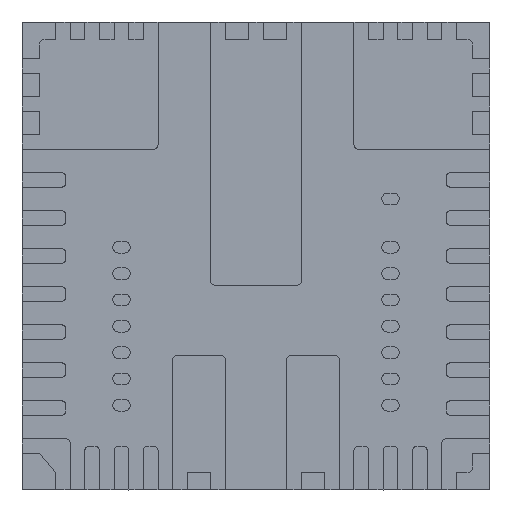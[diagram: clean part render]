
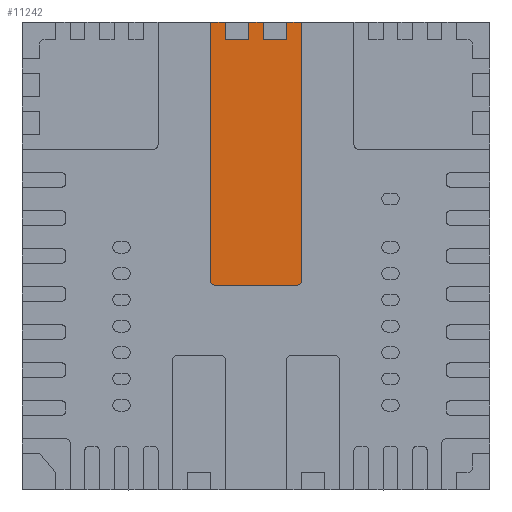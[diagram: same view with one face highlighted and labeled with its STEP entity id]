
A CAD part, front view. The second image highlights one B-rep face of the part: STEP entity #11242.
In plain terms, the highlighted planar face has unit normal (0, -1, 0).
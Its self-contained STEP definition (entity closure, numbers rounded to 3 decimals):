
#797 = CARTESIAN_POINT ( 'NONE',  ( 0.125, -0.01, 4. ) ) ;
#860 = CARTESIAN_POINT ( 'NONE',  ( -0.125, -0.01, 3.7 ) ) ;
#919 = CARTESIAN_POINT ( 'NONE',  ( 0.7, -0.01, -0.425 ) ) ;
#920 = AXIS2_PLACEMENT_3D ( 'NONE', #919, #980, #979 ) ;
#943 = FACE_OUTER_BOUND ( 'NONE', #11225, .T. ) ;
#951 = PLANE ( 'NONE',  #920 ) ;
#979 = DIRECTION ( 'NONE',  ( 0., 0., 1. ) ) ;
#980 = DIRECTION ( 'NONE',  ( 0., 1., 0. ) ) ;
#1001 = CARTESIAN_POINT ( 'NONE',  ( -0.7, -0.01, -0.5 ) ) ;
#1047 = DIRECTION ( 'NONE',  ( 1., 0., 0. ) ) ;
#1048 = VECTOR ( 'NONE', #1047, 1000. ) ;
#1051 = CARTESIAN_POINT ( 'NONE',  ( 0.775, -0.01, 4. ) ) ;
#1052 = LINE ( 'NONE', #1051, #1048 ) ;
#10948 = EDGE_CURVE ( 'NONE', #10957, #11138, #13349, .T. ) ;
#10951 = EDGE_CURVE ( 'NONE', #11138, #10954, #13351, .T. ) ;
#10954 = VERTEX_POINT ( 'NONE', #13358 ) ;
#10957 = VERTEX_POINT ( 'NONE', #13373 ) ;
#10997 = VERTEX_POINT ( 'NONE', #13773 ) ;
#11008 = EDGE_CURVE ( 'NONE', #11009, #11012, #13770, .T. ) ;
#11009 = VERTEX_POINT ( 'NONE', #13771 ) ;
#11012 = VERTEX_POINT ( 'NONE', #13769 ) ;
#11022 = EDGE_CURVE ( 'NONE', #11136, #11029, #13799, .T. ) ;
#11027 = EDGE_CURVE ( 'NONE', #10997, #10957, #13819, .T. ) ;
#11028 = EDGE_CURVE ( 'NONE', #11060, #11032, #13812, .T. ) ;
#11029 = VERTEX_POINT ( 'NONE', #13805 ) ;
#11032 = VERTEX_POINT ( 'NONE', #13806 ) ;
#11039 = VERTEX_POINT ( 'NONE', #13864 ) ;
#11043 = EDGE_CURVE ( 'NONE', #11039, #11009, #13849, .T. ) ;
#11044 = EDGE_CURVE ( 'NONE', #11029, #11060, #13844, .T. ) ;
#11060 = VERTEX_POINT ( 'NONE', #13851 ) ;
#11136 = VERTEX_POINT ( 'NONE', #797 ) ;
#11138 = VERTEX_POINT ( 'NONE', #860 ) ;
#11150 = ORIENTED_EDGE ( 'NONE', *, *, #11171, .F. ) ;
#11151 = ORIENTED_EDGE ( 'NONE', *, *, #10951, .F. ) ;
#11152 = ORIENTED_EDGE ( 'NONE', *, *, #11228, .F. ) ;
#11157 = ORIENTED_EDGE ( 'NONE', *, *, #11233, .F. ) ;
#11165 = VERTEX_POINT ( 'NONE', #14235 ) ;
#11171 = EDGE_CURVE ( 'NONE', #11173, #11165, #14306, .T. ) ;
#11173 = VERTEX_POINT ( 'NONE', #14302 ) ;
#11183 = EDGE_CURVE ( 'NONE', #11251, #11173, #14232, .T. ) ;
#11218 = ORIENTED_EDGE ( 'NONE', *, *, #11226, .F. ) ;
#11222 = ORIENTED_EDGE ( 'NONE', *, *, #11044, .F. ) ;
#11224 = ORIENTED_EDGE ( 'NONE', *, *, #11028, .F. ) ;
#11225 = EDGE_LOOP ( 'NONE', ( #11235, #11227, #11257, #11224, #11222, #11261, #11157, #11151, #11258, #11259, #11218, #11150, #11239, #11152 ) ) ;
#11226 = EDGE_CURVE ( 'NONE', #11165, #10997, #14402, .T. ) ;
#11227 = ORIENTED_EDGE ( 'NONE', *, *, #11043, .F. ) ;
#11228 = EDGE_CURVE ( 'NONE', #11012, #11251, #14395, .T. ) ;
#11233 = EDGE_CURVE ( 'NONE', #10954, #11136, #14398, .T. ) ;
#11235 = ORIENTED_EDGE ( 'NONE', *, *, #11008, .F. ) ;
#11239 = ORIENTED_EDGE ( 'NONE', *, *, #11183, .F. ) ;
#11242 = ADVANCED_FACE ( 'NONE', ( #943 ), #951, .F. ) ;
#11251 = VERTEX_POINT ( 'NONE', #1001 ) ;
#11257 = ORIENTED_EDGE ( 'NONE', *, *, #11274, .F. ) ;
#11258 = ORIENTED_EDGE ( 'NONE', *, *, #10948, .F. ) ;
#11259 = ORIENTED_EDGE ( 'NONE', *, *, #11027, .F. ) ;
#11261 = ORIENTED_EDGE ( 'NONE', *, *, #11022, .F. ) ;
#11274 = EDGE_CURVE ( 'NONE', #11032, #11039, #1052, .T. ) ;
#13338 = DIRECTION ( 'NONE',  ( 0., 0., 1. ) ) ;
#13339 = VECTOR ( 'NONE', #13338, 1000. ) ;
#13341 = DIRECTION ( 'NONE',  ( 1., 0., 0. ) ) ;
#13342 = VECTOR ( 'NONE', #13341, 1000. ) ;
#13343 = CARTESIAN_POINT ( 'NONE',  ( -0.525, -0.01, 3.7 ) ) ;
#13349 = LINE ( 'NONE', #13343, #13342 ) ;
#13350 = CARTESIAN_POINT ( 'NONE',  ( -0.125, -0.01, 4. ) ) ;
#13351 = LINE ( 'NONE', #13350, #13339 ) ;
#13358 = CARTESIAN_POINT ( 'NONE',  ( -0.125, -0.01, 4. ) ) ;
#13373 = CARTESIAN_POINT ( 'NONE',  ( -0.525, -0.01, 3.7 ) ) ;
#13757 = DIRECTION ( 'NONE',  ( 0., 0., 1. ) ) ;
#13758 = DIRECTION ( 'NONE',  ( 0., 1., 0. ) ) ;
#13759 = CARTESIAN_POINT ( 'NONE',  ( 0.7, -0.01, -0.425 ) ) ;
#13767 = AXIS2_PLACEMENT_3D ( 'NONE', #13759, #13758, #13757 ) ;
#13769 = CARTESIAN_POINT ( 'NONE',  ( 0.7, -0.01, -0.5 ) ) ;
#13770 = CIRCLE ( 'NONE', #13767, 0.075 ) ;
#13771 = CARTESIAN_POINT ( 'NONE',  ( 0.775, -0.01, -0.425 ) ) ;
#13773 = CARTESIAN_POINT ( 'NONE',  ( -0.525, -0.01, 4. ) ) ;
#13778 = DIRECTION ( 'NONE',  ( 0., 0., -1. ) ) ;
#13779 = VECTOR ( 'NONE', #13778, 1000. ) ;
#13780 = CARTESIAN_POINT ( 'NONE',  ( 0.125, -0.01, 3.699 ) ) ;
#13799 = LINE ( 'NONE', #13780, #13779 ) ;
#13805 = CARTESIAN_POINT ( 'NONE',  ( 0.125, -0.01, 3.699 ) ) ;
#13806 = CARTESIAN_POINT ( 'NONE',  ( 0.525, -0.01, 4. ) ) ;
#13807 = DIRECTION ( 'NONE',  ( 0., 0., 1. ) ) ;
#13808 = VECTOR ( 'NONE', #13807, 1000. ) ;
#13809 = CARTESIAN_POINT ( 'NONE',  ( 0.525, -0.01, 4. ) ) ;
#13812 = LINE ( 'NONE', #13809, #13808 ) ;
#13813 = VECTOR ( 'NONE', #13817, 1000. ) ;
#13817 = DIRECTION ( 'NONE',  ( 0., 0., -1. ) ) ;
#13818 = CARTESIAN_POINT ( 'NONE',  ( -0.525, -0.01, 4. ) ) ;
#13819 = LINE ( 'NONE', #13818, #13813 ) ;
#13840 = DIRECTION ( 'NONE',  ( 1., 0., 0. ) ) ;
#13841 = VECTOR ( 'NONE', #13840, 1000. ) ;
#13842 = CARTESIAN_POINT ( 'NONE',  ( 0.525, -0.01, 3.699 ) ) ;
#13844 = LINE ( 'NONE', #13842, #13841 ) ;
#13846 = DIRECTION ( 'NONE',  ( 0., 0., -1. ) ) ;
#13847 = VECTOR ( 'NONE', #13846, 1000. ) ;
#13848 = CARTESIAN_POINT ( 'NONE',  ( 0.775, -0.01, 3.7 ) ) ;
#13849 = LINE ( 'NONE', #13848, #13847 ) ;
#13851 = CARTESIAN_POINT ( 'NONE',  ( 0.525, -0.01, 3.699 ) ) ;
#13864 = CARTESIAN_POINT ( 'NONE',  ( 0.775, -0.01, 4. ) ) ;
#14232 = CIRCLE ( 'NONE', #14313, 0.075 ) ;
#14235 = CARTESIAN_POINT ( 'NONE',  ( -0.775, -0.01, 4. ) ) ;
#14288 = DIRECTION ( 'NONE',  ( 0., 0., 1. ) ) ;
#14289 = DIRECTION ( 'NONE',  ( 0., 1., 0. ) ) ;
#14290 = CARTESIAN_POINT ( 'NONE',  ( -0.7, -0.01, -0.425 ) ) ;
#14302 = CARTESIAN_POINT ( 'NONE',  ( -0.775, -0.01, -0.425 ) ) ;
#14303 = DIRECTION ( 'NONE',  ( 0., 0., 1. ) ) ;
#14304 = VECTOR ( 'NONE', #14303, 1000. ) ;
#14305 = CARTESIAN_POINT ( 'NONE',  ( -0.775, -0.01, -0.425 ) ) ;
#14306 = LINE ( 'NONE', #14305, #14304 ) ;
#14313 = AXIS2_PLACEMENT_3D ( 'NONE', #14290, #14289, #14288 ) ;
#14392 = DIRECTION ( 'NONE',  ( -1., 0., 0. ) ) ;
#14393 = VECTOR ( 'NONE', #14392, 1000. ) ;
#14394 = CARTESIAN_POINT ( 'NONE',  ( 0.7, -0.01, -0.5 ) ) ;
#14395 = LINE ( 'NONE', #14394, #14393 ) ;
#14397 = CARTESIAN_POINT ( 'NONE',  ( 0.125, -0.01, 4. ) ) ;
#14398 = LINE ( 'NONE', #14397, #14406 ) ;
#14399 = DIRECTION ( 'NONE',  ( 1., 0., 0. ) ) ;
#14400 = VECTOR ( 'NONE', #14399, 1000. ) ;
#14401 = CARTESIAN_POINT ( 'NONE',  ( -0.775, -0.01, 4. ) ) ;
#14402 = LINE ( 'NONE', #14401, #14400 ) ;
#14404 = DIRECTION ( 'NONE',  ( 1., 0., 0. ) ) ;
#14406 = VECTOR ( 'NONE', #14404, 1000. ) ;
